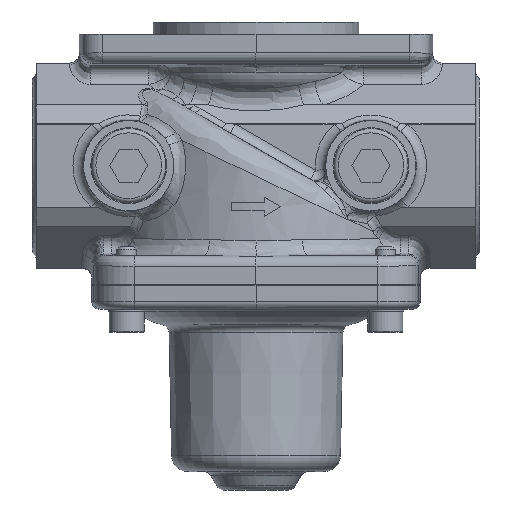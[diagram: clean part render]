
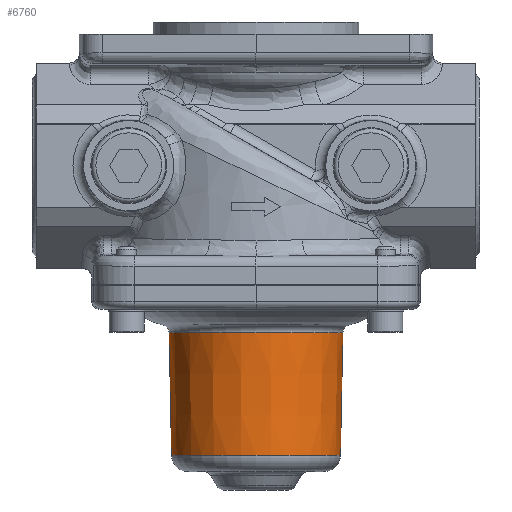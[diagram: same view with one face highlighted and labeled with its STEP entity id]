
A CAD part, front view. The second image highlights one B-rep face of the part: STEP entity #6760.
In plain terms, the highlighted conical face has half-angle 1.117 degrees and reference radius 21.192 mm.
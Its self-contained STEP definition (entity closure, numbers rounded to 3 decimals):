
#4893=CONICAL_SURFACE('',#15022,21.192,1.117);
#6135=CIRCLE('',#15019,20.576);
#6136=CIRCLE('',#15021,21.159);
#6760=ADVANCED_FACE('',(#7216,#7217),#4893,.T.);
#7216=FACE_BOUND('',#7960,.T.);
#7217=FACE_BOUND('',#7961,.T.);
#7960=EDGE_LOOP('',(#11571));
#7961=EDGE_LOOP('',(#11572));
#11571=ORIENTED_EDGE('',*,*,#13888,.T.);
#11572=ORIENTED_EDGE('',*,*,#13887,.T.);
#12553=VERTEX_POINT('',#25544);
#12554=VERTEX_POINT('',#25547);
#13887=EDGE_CURVE('',#12553,#12553,#6135,.T.);
#13888=EDGE_CURVE('',#12554,#12554,#6136,.T.);
#15019=AXIS2_PLACEMENT_3D('',#25543,#17446,#17447);
#15021=AXIS2_PLACEMENT_3D('',#25546,#17450,#17451);
#15022=AXIS2_PLACEMENT_3D('',#25548,#17452,#17453);
#17446=DIRECTION('',(0.,0.,1.));
#17447=DIRECTION('',(1.,0.,0.));
#17450=DIRECTION('',(0.,0.,-1.));
#17451=DIRECTION('',(-1.,0.,0.));
#17452=DIRECTION('',(0.,0.,1.));
#17453=DIRECTION('',(-1.,0.,0.));
#25543=CARTESIAN_POINT('',(0.,0.,
-49.078));
#25544=CARTESIAN_POINT('',(20.576,0.,-49.078));
#25546=CARTESIAN_POINT('',(0.,0.,
-19.193));
#25547=CARTESIAN_POINT('',(-21.159,0.,-19.193));
#25548=CARTESIAN_POINT('',(0.,0.,
-17.5));
